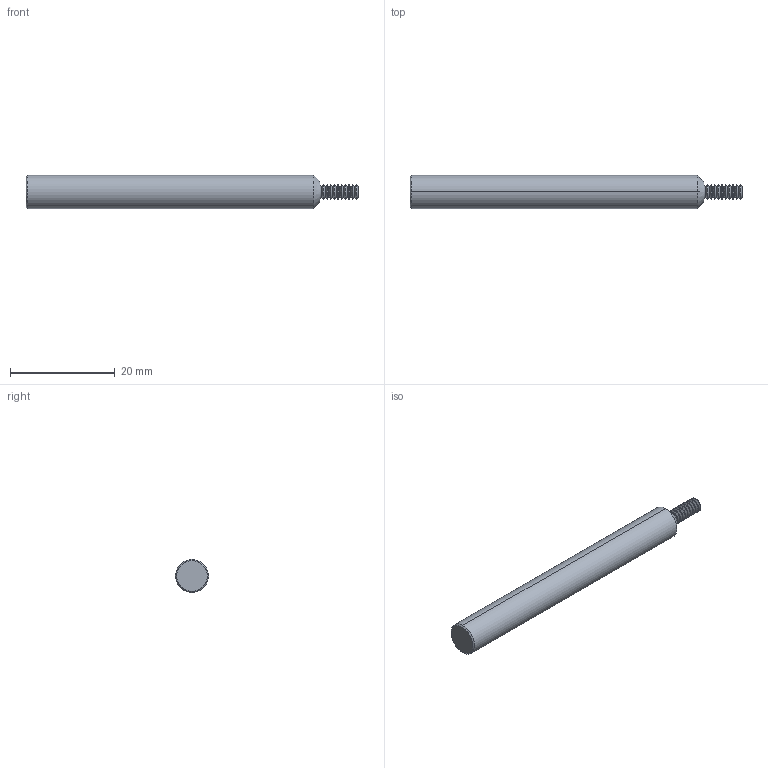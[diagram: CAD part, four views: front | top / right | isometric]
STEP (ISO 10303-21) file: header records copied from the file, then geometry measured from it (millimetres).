
FILE_DESCRIPTION (( 'STEP AP203' ), '1' );
FILE_NAME ('TM4-.7MM-S.STEP', '2021-10-05T18:47:58', ( '' ), ( '' ), 'SwSTEP 2.0', 'SolidWorks 2020', '' );
FILE_SCHEMA (( 'CONFIG_CONTROL_DESIGN' ));
Length unit declared in the file: inch
Products named in the file (1): TM4-.7MM-S
Bounding box: 63.5 x 6.34 x 6.34 mm (x, y, z)
Volume: 1781.6 mm3; surface area: 1290.6 mm2
Topology: 1 solids, 1 shells, 110 faces, 218 edges, 110 vertices
Faces by surface type: cylinder 54, cone 54, plane 2
Entity records: 2823 total; most frequent: DIRECTION 550, CARTESIAN_POINT 439, ORIENTED_EDGE 436, AXIS2_PLACEMENT_3D 221, EDGE_CURVE 218, FACE_OUTER_BOUND 110, EDGE_LOOP 110, VERTEX_POINT 110
